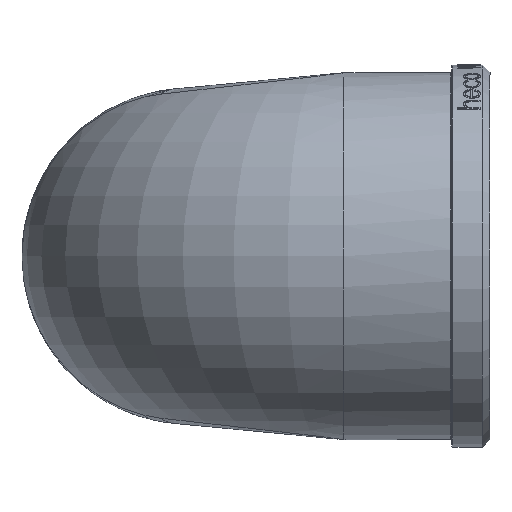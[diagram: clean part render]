
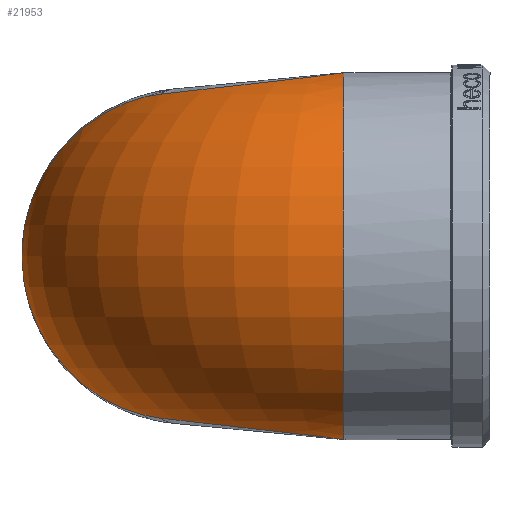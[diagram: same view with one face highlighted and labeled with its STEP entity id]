
A CAD part, left-side view. The second image highlights one B-rep face of the part: STEP entity #21953.
In plain terms, the highlighted toroidal (fillet/blend) face has major radius 36.2 mm and minor radius 48 mm.
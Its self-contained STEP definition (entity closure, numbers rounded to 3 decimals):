
#17 = AXIS2_PLACEMENT_3D ( 'NONE', #506, #507, #508 ) ;
#506 = CARTESIAN_POINT ( 'NONE',  ( 0., -40.258, 0. ) ) ;
#507 = DIRECTION ( 'NONE',  ( 0., 1., 0. ) ) ;
#508 = DIRECTION ( 'NONE',  ( -1., 0., 0. ) ) ;
#638 = CARTESIAN_POINT ( 'NONE',  ( 2.247, 7.637, 42.395 ) ) ;
#639 = CARTESIAN_POINT ( 'NONE',  ( -1.489, 4.063, 42.796 ) ) ;
#640 = CARTESIAN_POINT ( 'NONE',  ( -7.75, -4.32, 43.738 ) ) ;
#641 = CARTESIAN_POINT ( 'NONE',  ( -11.385, -16.879, 45.168 ) ) ;
#642 = CARTESIAN_POINT ( 'NONE',  ( -10.971, -27.185, 46.361 ) ) ;
#643 = CARTESIAN_POINT ( 'NONE',  ( -9.067, -33.419, 47.095 ) ) ;
#644 = CARTESIAN_POINT ( 'NONE',  ( -6.148, -37.846, 47.628 ) ) ;
#645 = CARTESIAN_POINT ( 'NONE',  ( -3.997, -39.665, 47.852 ) ) ;
#646 = CARTESIAN_POINT ( 'NONE',  ( -2.651, -40.258, 47.927 ) ) ;
#647 = CARTESIAN_POINT ( 'NONE',  ( 36.2, 43.942, 0. ) ) ;
#648 = CARTESIAN_POINT ( 'NONE',  ( 36.185, 43.942, 0.033 ) ) ;
#649 = CARTESIAN_POINT ( 'NONE',  ( 36.171, 43.942, 0.066 ) ) ;
#650 = CARTESIAN_POINT ( 'NONE',  ( 35.17, 43.937, 2.333 ) ) ;
#651 = CARTESIAN_POINT ( 'NONE',  ( 33.183, 43.574, 6.832 ) ) ;
#652 = CARTESIAN_POINT ( 'NONE',  ( 30.206, 42.005, 13.369 ) ) ;
#653 = CARTESIAN_POINT ( 'NONE',  ( 27.201, 39.453, 19.554 ) ) ;
#654 = CARTESIAN_POINT ( 'NONE',  ( 23.136, 34.893, 27.106 ) ) ;
#655 = CARTESIAN_POINT ( 'NONE',  ( 17.864, 27.285, 34.874 ) ) ;
#656 = CARTESIAN_POINT ( 'NONE',  ( 10.83, 16.844, 40.594 ) ) ;
#657 = CARTESIAN_POINT ( 'NONE',  ( 5.252, 10.511, 42.073 ) ) ;
#658 = CARTESIAN_POINT ( 'NONE',  ( 2.247, 7.637, 42.395 ) ) ;
#659 = CARTESIAN_POINT ( 'NONE',  ( 2.247, 7.637, -42.395 ) ) ;
#660 = CARTESIAN_POINT ( 'NONE',  ( 5.252, 10.511, -42.073 ) ) ;
#661 = CARTESIAN_POINT ( 'NONE',  ( 10.83, 16.846, -40.593 ) ) ;
#662 = CARTESIAN_POINT ( 'NONE',  ( 17.865, 27.288, -34.876 ) ) ;
#663 = CARTESIAN_POINT ( 'NONE',  ( 24.191, 36.412, -25.549 ) ) ;
#664 = CARTESIAN_POINT ( 'NONE',  ( 30.213, 42.496, -13.557 ) ) ;
#665 = CARTESIAN_POINT ( 'NONE',  ( 34.18, 43.933, -4.575 ) ) ;
#666 = CARTESIAN_POINT ( 'NONE',  ( 36.171, 43.942, -0.066 ) ) ;
#667 = CARTESIAN_POINT ( 'NONE',  ( 36.185, 43.942, -0.033 ) ) ;
#668 = CARTESIAN_POINT ( 'NONE',  ( 36.2, 43.942, 0. ) ) ;
#669 = CARTESIAN_POINT ( 'NONE',  ( -2.651, -40.258, -47.927 ) ) ;
#670 = CARTESIAN_POINT ( 'NONE',  ( -3.997, -39.665, -47.852 ) ) ;
#671 = CARTESIAN_POINT ( 'NONE',  ( -6.147, -37.845, -47.628 ) ) ;
#672 = CARTESIAN_POINT ( 'NONE',  ( -9.07, -33.42, -47.095 ) ) ;
#673 = CARTESIAN_POINT ( 'NONE',  ( -11.722, -24.685, -46.066 ) ) ;
#674 = CARTESIAN_POINT ( 'NONE',  ( -10.429, -9.021, -44.267 ) ) ;
#675 = CARTESIAN_POINT ( 'NONE',  ( -3.358, 2.276, -42.996 ) ) ;
#676 = CARTESIAN_POINT ( 'NONE',  ( 2.247, 7.637, -42.395 ) ) ;
#843 = CIRCLE ( 'NONE', #17, 48. ) ;
#11026 = B_SPLINE_CURVE_WITH_KNOTS ( 'NONE', 3,
 ( #647, #648, #649, #650, #651, #652, #653, #654, #655, #656, #657, #658 ),
 .UNSPECIFIED., .F., .F.,
 ( 4, 2, 1, 1, 1, 1, 1, 1, 4 ),
 ( 0., 0.001, 0.101, 0.201, 0.301, 0.401, 0.601, 0.8, 1. ),
 .UNSPECIFIED. ) ;
#11034 = B_SPLINE_CURVE_WITH_KNOTS ( 'NONE', 3,
 ( #638, #639, #640, #641, #642, #643, #644, #645, #646 ),
 .UNSPECIFIED., .F., .F.,
 ( 4, 1, 1, 1, 1, 1, 4 ),
 ( 0., 0.286, 0.571, 0.714, 0.857, 0.929, 1. ),
 .UNSPECIFIED. ) ;
#11187 = B_SPLINE_CURVE_WITH_KNOTS ( 'NONE', 3,
 ( #659, #660, #661, #662, #663, #664, #665, #666, #667, #668 ),
 .UNSPECIFIED., .F., .F.,
 ( 4, 1, 1, 1, 1, 2, 4 ),
 ( 0., 0.2, 0.399, 0.599, 0.799, 0.999, 1. ),
 .UNSPECIFIED. ) ;
#11751 = B_SPLINE_CURVE_WITH_KNOTS ( 'NONE', 3,
 ( #669, #670, #671, #672, #673, #674, #675, #676 ),
 .UNSPECIFIED., .F., .F.,
 ( 4, 1, 1, 1, 1, 4 ),
 ( 0., 0.071, 0.143, 0.286, 0.571, 1. ),
 .UNSPECIFIED. ) ;
#14858 = FACE_OUTER_BOUND ( 'NONE', #19222, .T. ) ;
#14863 = TOROIDAL_SURFACE ( 'NONE', #24270, 36.2, 48. ) ;
#15144 = CARTESIAN_POINT ( 'NONE',  ( 36.2, -40.258, 0. ) ) ;
#15145 = DIRECTION ( 'NONE',  ( 0., 0., -1. ) ) ;
#15146 = DIRECTION ( 'NONE',  ( 0., -1., 0. ) ) ;
#19178 = VERTEX_POINT ( 'NONE', #23230 ) ;
#19222 = EDGE_LOOP ( 'NONE', ( #22110, #19518, #22072, #22243, #22256 ) ) ;
#19445 = VERTEX_POINT ( 'NONE', #23366 ) ;
#19446 = VERTEX_POINT ( 'NONE', #23367 ) ;
#19450 = VERTEX_POINT ( 'NONE', #23371 ) ;
#19452 = VERTEX_POINT ( 'NONE', #23373 ) ;
#19518 = ORIENTED_EDGE ( 'NONE', *, *, #20378, .F. ) ;
#20354 = EDGE_CURVE ( 'NONE', #19452, #19450, #843, .T. ) ;
#20377 = EDGE_CURVE ( 'NONE', #19445, #19450, #11034, .T. ) ;
#20378 = EDGE_CURVE ( 'NONE', #19178, #19445, #11026, .T. ) ;
#20379 = EDGE_CURVE ( 'NONE', #19446, #19178, #11187, .T. ) ;
#20380 = EDGE_CURVE ( 'NONE', #19452, #19446, #11751, .T. ) ;
#21953 = ADVANCED_FACE ( 'NONE', ( #14858 ), #14863, .T. ) ;
#22072 = ORIENTED_EDGE ( 'NONE', *, *, #20379, .F. ) ;
#22110 = ORIENTED_EDGE ( 'NONE', *, *, #20377, .F. ) ;
#22243 = ORIENTED_EDGE ( 'NONE', *, *, #20380, .F. ) ;
#22256 = ORIENTED_EDGE ( 'NONE', *, *, #20354, .T. ) ;
#23230 = CARTESIAN_POINT ( 'NONE',  ( 36.2, 43.942, 0. ) ) ;
#23366 = CARTESIAN_POINT ( 'NONE',  ( 2.247, 7.637, 42.395 ) ) ;
#23367 = CARTESIAN_POINT ( 'NONE',  ( 2.247, 7.637, -42.395 ) ) ;
#23371 = CARTESIAN_POINT ( 'NONE',  ( -2.651, -40.258, 47.927 ) ) ;
#23373 = CARTESIAN_POINT ( 'NONE',  ( -2.651, -40.258, -47.927 ) ) ;
#24270 = AXIS2_PLACEMENT_3D ( 'NONE', #15144, #15145, #15146 ) ;
